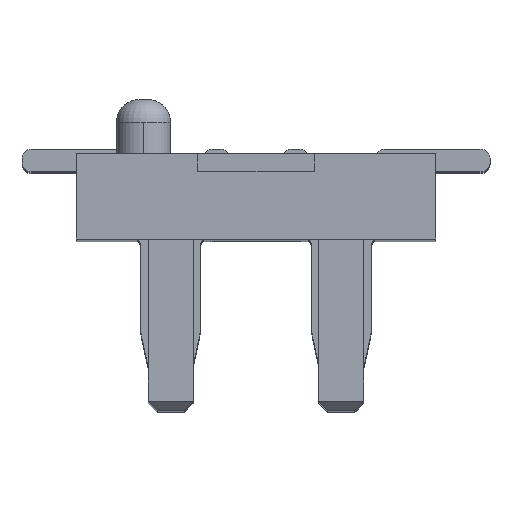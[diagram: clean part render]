
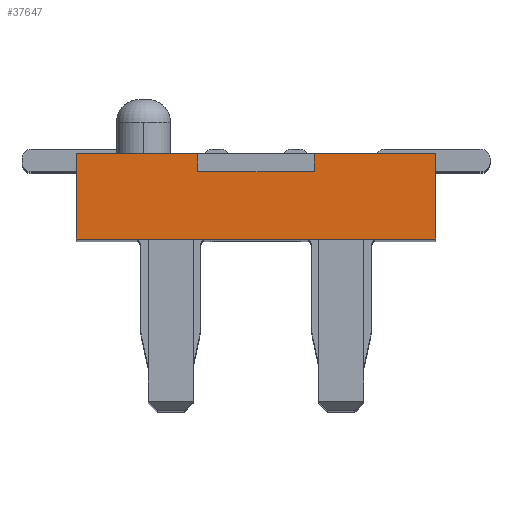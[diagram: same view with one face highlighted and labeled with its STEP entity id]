
A CAD part, top view. The second image highlights one B-rep face of the part: STEP entity #37647.
In plain terms, the highlighted face is planar.
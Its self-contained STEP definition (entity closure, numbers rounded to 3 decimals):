
#776 = DIRECTION ( 'NONE',  ( 0., -1., 0. ) ) ;
#785 = VERTEX_POINT ( 'NONE', #9582 ) ;
#831 = VECTOR ( 'NONE', #46951, 1000. ) ;
#932 = AXIS2_PLACEMENT_3D ( 'NONE', #44005, #10119, #2603 ) ;
#1763 = LINE ( 'NONE', #35149, #41827 ) ;
#2603 = DIRECTION ( 'NONE',  ( 0., -1., 0. ) ) ;
#3045 = EDGE_CURVE ( 'NONE', #10841, #17518, #49356, .T. ) ;
#4988 = VERTEX_POINT ( 'NONE', #27059 ) ;
#5097 = EDGE_CURVE ( 'NONE', #20753, #785, #16997, .T. ) ;
#5962 = EDGE_CURVE ( 'NONE', #4988, #38386, #47653, .T. ) ;
#6107 = PLANE ( 'NONE',  #932 ) ;
#6951 = ORIENTED_EDGE ( 'NONE', *, *, #3045, .F. ) ;
#8391 = VERTEX_POINT ( 'NONE', #23011 ) ;
#8653 = DIRECTION ( 'NONE',  ( -1., 0., 0. ) ) ;
#9202 = CARTESIAN_POINT ( 'NONE',  ( -93.869, 94.799, -12.45 ) ) ;
#9582 = CARTESIAN_POINT ( 'NONE',  ( -96.519, 94.799, -12.45 ) ) ;
#10013 = CARTESIAN_POINT ( 'NONE',  ( -93.869, 0., -12.45 ) ) ;
#10119 = DIRECTION ( 'NONE',  ( 0., 0., -1. ) ) ;
#10841 = VERTEX_POINT ( 'NONE', #42729 ) ;
#11039 = ORIENTED_EDGE ( 'NONE', *, *, #25906, .T. ) ;
#11831 = LINE ( 'NONE', #46934, #18178 ) ;
#12655 = LINE ( 'NONE', #20696, #14172 ) ;
#13390 = CARTESIAN_POINT ( 'NONE',  ( -95.169, 93.849, -12.45 ) ) ;
#13908 = VECTOR ( 'NONE', #19017, 1000. ) ;
#14172 = VECTOR ( 'NONE', #28224, 1000. ) ;
#15837 = DIRECTION ( 'NONE',  ( 0., -1., 0. ) ) ;
#16634 = CARTESIAN_POINT ( 'NONE',  ( -92.519, 93.849, -12.45 ) ) ;
#16997 = LINE ( 'NONE', #9202, #35095 ) ;
#17518 = VERTEX_POINT ( 'NONE', #13390 ) ;
#18178 = VECTOR ( 'NONE', #15837, 1000. ) ;
#19017 = DIRECTION ( 'NONE',  ( 1., 0., 0. ) ) ;
#19044 = EDGE_LOOP ( 'NONE', ( #20144, #33213, #20573, #11039, #19158, #6951, #28210, #34925 ) ) ;
#19158 = ORIENTED_EDGE ( 'NONE', *, *, #27112, .T. ) ;
#19590 = CARTESIAN_POINT ( 'NONE',  ( -93.869, 94.049, -12.45 ) ) ;
#20144 = ORIENTED_EDGE ( 'NONE', *, *, #30089, .T. ) ;
#20471 = CARTESIAN_POINT ( 'NONE',  ( -92.519, 94.799, -12.45 ) ) ;
#20573 = ORIENTED_EDGE ( 'NONE', *, *, #5962, .T. ) ;
#20696 = CARTESIAN_POINT ( 'NONE',  ( -95.169, 0., -12.45 ) ) ;
#20753 = VERTEX_POINT ( 'NONE', #20471 ) ;
#21279 = VERTEX_POINT ( 'NONE', #16634 ) ;
#23011 = CARTESIAN_POINT ( 'NONE',  ( -95.169, 94.049, -12.45 ) ) ;
#23483 = CARTESIAN_POINT ( 'NONE',  ( 0., 94.049, -12.45 ) ) ;
#24584 = DIRECTION ( 'NONE',  ( 0., 1., 0. ) ) ;
#25906 = EDGE_CURVE ( 'NONE', #38386, #8391, #31507, .T. ) ;
#27059 = CARTESIAN_POINT ( 'NONE',  ( -93.869, 93.849, -12.45 ) ) ;
#27112 = EDGE_CURVE ( 'NONE', #8391, #17518, #12655, .T. ) ;
#27410 = CARTESIAN_POINT ( 'NONE',  ( 0., 93.849, -12.45 ) ) ;
#27800 = DIRECTION ( 'NONE',  ( -1., 0., 0. ) ) ;
#28210 = ORIENTED_EDGE ( 'NONE', *, *, #43227, .F. ) ;
#28224 = DIRECTION ( 'NONE',  ( 0., -1., 0. ) ) ;
#30089 = EDGE_CURVE ( 'NONE', #20753, #21279, #11831, .T. ) ;
#31507 = LINE ( 'NONE', #23483, #34165 ) ;
#33213 = ORIENTED_EDGE ( 'NONE', *, *, #36592, .F. ) ;
#33412 = VECTOR ( 'NONE', #24584, 1000. ) ;
#34165 = VECTOR ( 'NONE', #8653, 1000. ) ;
#34925 = ORIENTED_EDGE ( 'NONE', *, *, #5097, .F. ) ;
#35095 = VECTOR ( 'NONE', #27800, 1000. ) ;
#35149 = CARTESIAN_POINT ( 'NONE',  ( -96.519, 0.05, -12.45 ) ) ;
#36592 = EDGE_CURVE ( 'NONE', #4988, #21279, #43454, .T. ) ;
#37647 = ADVANCED_FACE ( 'NONE', ( #48248 ), #6107, .T. ) ;
#38386 = VERTEX_POINT ( 'NONE', #19590 ) ;
#41827 = VECTOR ( 'NONE', #776, 1000. ) ;
#42087 = CARTESIAN_POINT ( 'NONE',  ( 0., 93.849, -12.45 ) ) ;
#42729 = CARTESIAN_POINT ( 'NONE',  ( -96.519, 93.849, -12.45 ) ) ;
#43227 = EDGE_CURVE ( 'NONE', #785, #10841, #1763, .T. ) ;
#43454 = LINE ( 'NONE', #27410, #831 ) ;
#44005 = CARTESIAN_POINT ( 'NONE',  ( -94.519, 94.399, -12.45 ) ) ;
#46934 = CARTESIAN_POINT ( 'NONE',  ( -92.519, 0.05, -12.45 ) ) ;
#46951 = DIRECTION ( 'NONE',  ( 1., 0., 0. ) ) ;
#47653 = LINE ( 'NONE', #10013, #33412 ) ;
#48248 = FACE_OUTER_BOUND ( 'NONE', #19044, .T. ) ;
#49356 = LINE ( 'NONE', #42087, #13908 ) ;
